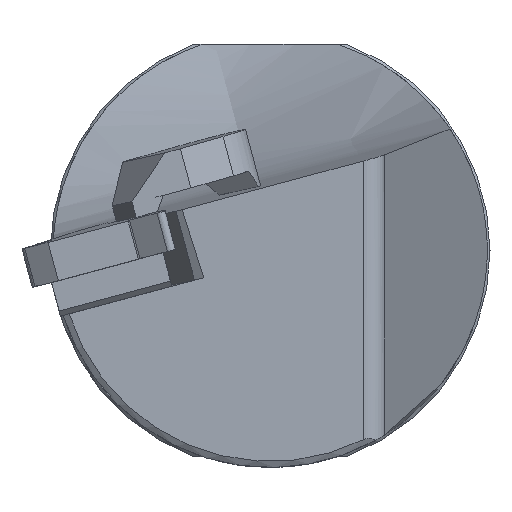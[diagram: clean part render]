
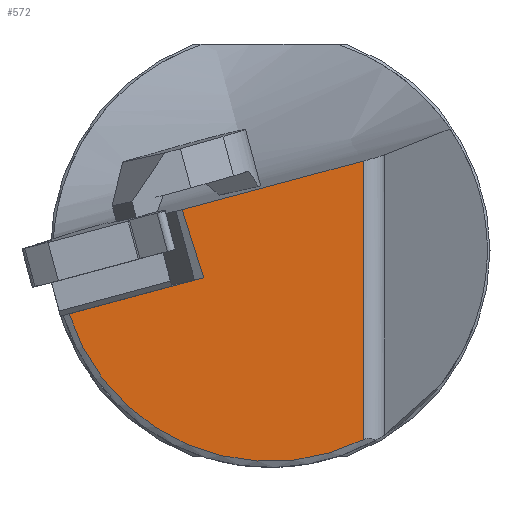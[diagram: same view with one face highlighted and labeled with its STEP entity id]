
A CAD part, left-side view. The second image highlights one B-rep face of the part: STEP entity #572.
In plain terms, the highlighted planar face has unit normal (-1, 0, 0).
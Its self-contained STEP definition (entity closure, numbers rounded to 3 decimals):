
#53=B_SPLINE_CURVE_WITH_KNOTS('',3,(#2298,#2299,#2300,#2301,#2302,#2303,
#2304),.UNSPECIFIED.,.F.,.F.,(4,3,4),(0.,0.024,1.),
 .UNSPECIFIED.);
#572=ADVANCED_FACE('',(#674),#619,.T.);
#619=PLANE('',#1685);
#674=FACE_OUTER_BOUND('',#738,.T.);
#738=EDGE_LOOP('',(#1021,#1022,#1023,#1024,#1025));
#765=CIRCLE('',#1660,19.193);
#1021=ORIENTED_EDGE('',*,*,#1351,.F.);
#1022=ORIENTED_EDGE('',*,*,#1352,.F.);
#1023=ORIENTED_EDGE('',*,*,#1311,.T.);
#1024=ORIENTED_EDGE('',*,*,#1350,.T.);
#1025=ORIENTED_EDGE('',*,*,#1327,.F.);
#1175=VERTEX_POINT('',#2222);
#1176=VERTEX_POINT('',#2224);
#1189=VERTEX_POINT('',#2297);
#1190=VERTEX_POINT('',#2305);
#1202=VERTEX_POINT('',#2636);
#1311=EDGE_CURVE('',#1176,#1175,#765,.T.);
#1327=EDGE_CURVE('',#1189,#1190,#53,.T.);
#1350=EDGE_CURVE('',#1175,#1190,#1468,.T.);
#1351=EDGE_CURVE('',#1202,#1189,#1469,.T.);
#1352=EDGE_CURVE('',#1176,#1202,#1470,.T.);
#1468=LINE('',#2633,#1582);
#1469=LINE('',#2635,#1583);
#1470=LINE('',#2637,#1584);
#1582=VECTOR('',#1924,1.);
#1583=VECTOR('',#1927,1.);
#1584=VECTOR('',#1928,1.);
#1660=AXIS2_PLACEMENT_3D('',#2223,#1868,#1869);
#1685=AXIS2_PLACEMENT_3D('',#2638,#1929,#1930);
#1868=DIRECTION('',(-1.,0.,0.));
#1869=DIRECTION('',(0.,1.,0.));
#1924=DIRECTION('',(0.,0.,1.));
#1927=DIRECTION('',(0.,0.302,0.953));
#1928=DIRECTION('',(0.,-0.966,0.259));
#1929=DIRECTION('',(-1.,0.,0.));
#1930=DIRECTION('',(0.,1.,0.));
#2222=CARTESIAN_POINT('',(-207.469,-16.535,-19.251));
#2223=CARTESIAN_POINT('',(-207.469,-8.073,-2.025));
#2224=CARTESIAN_POINT('',(-207.469,10.233,-7.788));
#2297=CARTESIAN_POINT('',(-207.469,-0.048,1.699));
#2298=CARTESIAN_POINT('',(-207.469,-0.048,1.699));
#2299=CARTESIAN_POINT('',(-207.469,-0.178,1.734));
#2300=CARTESIAN_POINT('',(-207.469,-0.309,1.769));
#2301=CARTESIAN_POINT('',(-207.469,-0.44,1.804));
#2302=CARTESIAN_POINT('',(-207.469,-5.805,3.241));
#2303=CARTESIAN_POINT('',(-207.469,-11.17,4.679));
#2304=CARTESIAN_POINT('',(-207.469,-16.535,6.117));
#2305=CARTESIAN_POINT('',(-207.469,-16.535,6.117));
#2633=CARTESIAN_POINT('',(-207.469,-16.535,414.63));
#2635=CARTESIAN_POINT('',(-207.469,117.436,372.142));
#2636=CARTESIAN_POINT('',(-207.469,-2.015,-4.506));
#2637=CARTESIAN_POINT('',(-207.469,-120.346,27.201));
#2638=CARTESIAN_POINT('',(-207.469,-16.535,414.63));
